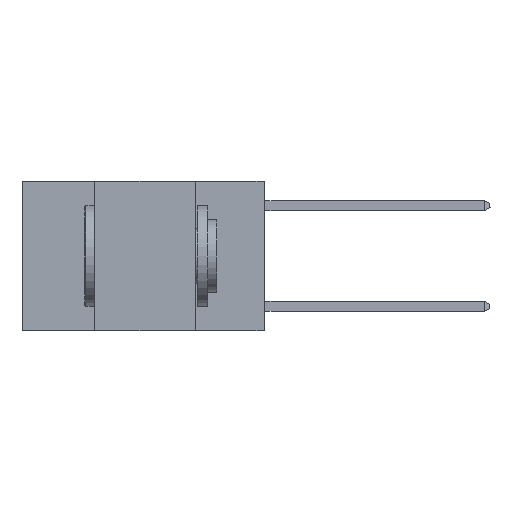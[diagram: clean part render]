
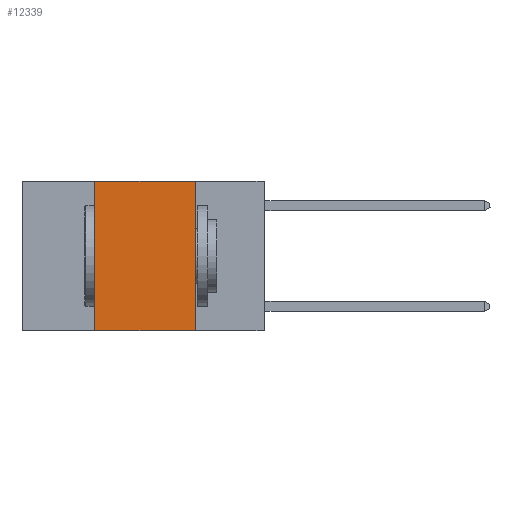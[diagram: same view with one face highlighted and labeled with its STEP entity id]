
A CAD part, left-side view. The second image highlights one B-rep face of the part: STEP entity #12339.
In plain terms, the highlighted planar face has unit normal (-1, 0, 0).
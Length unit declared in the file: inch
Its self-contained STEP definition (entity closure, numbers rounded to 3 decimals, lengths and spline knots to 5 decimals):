
#1100 = LINE ( 'NONE', #19593, #25078 ) ;
#1248 = LINE ( 'NONE', #14511, #7175 ) ;
#1815 = CARTESIAN_POINT ( 'NONE',  ( 0., 0.6, 0. ) ) ;
#2751 = EDGE_CURVE ( 'NONE', #28199, #13110, #29539, .T. ) ;
#7175 = VECTOR ( 'NONE', #21763, 39.37008 ) ;
#7285 = DIRECTION ( 'NONE',  ( 0., 0., 1. ) ) ;
#8414 = CARTESIAN_POINT ( 'NONE',  ( 0., 0.42, 0. ) ) ;
#12252 = DIRECTION ( 'NONE',  ( 0., -1., 0. ) ) ;
#12339 = ADVANCED_FACE ( 'NONE', ( #26489 ), #31297, .F. ) ;
#13110 = VERTEX_POINT ( 'NONE', #29136 ) ;
#13700 = EDGE_CURVE ( 'NONE', #13110, #21902, #27232, .T. ) ;
#14288 = VECTOR ( 'NONE', #26473, 39.37008 ) ;
#14405 = DIRECTION ( 'NONE',  ( 0., 0., -1. ) ) ;
#14511 = CARTESIAN_POINT ( 'NONE',  ( 0., 0.6, -0.37 ) ) ;
#14642 = CARTESIAN_POINT ( 'NONE',  ( 0., 0.6, 0. ) ) ;
#15279 = EDGE_CURVE ( 'NONE', #25061, #21902, #1248, .T. ) ;
#15874 = VECTOR ( 'NONE', #12252, 39.37008 ) ;
#15926 = CARTESIAN_POINT ( 'NONE',  ( 0., 0.17, -0.37 ) ) ;
#16456 = ORIENTED_EDGE ( 'NONE', *, *, #13700, .F. ) ;
#17384 = EDGE_CURVE ( 'NONE', #25061, #28199, #1100, .T. ) ;
#18236 = ORIENTED_EDGE ( 'NONE', *, *, #17384, .F. ) ;
#19335 = CARTESIAN_POINT ( 'NONE',  ( 0., 0.42, -0.37 ) ) ;
#19593 = CARTESIAN_POINT ( 'NONE',  ( 0., 0.42, 0. ) ) ;
#20356 = ORIENTED_EDGE ( 'NONE', *, *, #15279, .T. ) ;
#21763 = DIRECTION ( 'NONE',  ( 0., -1., 0. ) ) ;
#21902 = VERTEX_POINT ( 'NONE', #15926 ) ;
#24047 = CARTESIAN_POINT ( 'NONE',  ( 0., 0.17, 0. ) ) ;
#25061 = VERTEX_POINT ( 'NONE', #19335 ) ;
#25078 = VECTOR ( 'NONE', #7285, 39.37008 ) ;
#25305 = ORIENTED_EDGE ( 'NONE', *, *, #2751, .F. ) ;
#26473 = DIRECTION ( 'NONE',  ( 0., 0., -1. ) ) ;
#26489 = FACE_OUTER_BOUND ( 'NONE', #30334, .T. ) ;
#27232 = LINE ( 'NONE', #24047, #14288 ) ;
#28124 = AXIS2_PLACEMENT_3D ( 'NONE', #1815, #28969, #14405 ) ;
#28199 = VERTEX_POINT ( 'NONE', #8414 ) ;
#28969 = DIRECTION ( 'NONE',  ( 1., 0., 0. ) ) ;
#29136 = CARTESIAN_POINT ( 'NONE',  ( 0., 0.17, 0. ) ) ;
#29539 = LINE ( 'NONE', #14642, #15874 ) ;
#30334 = EDGE_LOOP ( 'NONE', ( #16456, #25305, #18236, #20356 ) ) ;
#31297 = PLANE ( 'NONE',  #28124 ) ;
